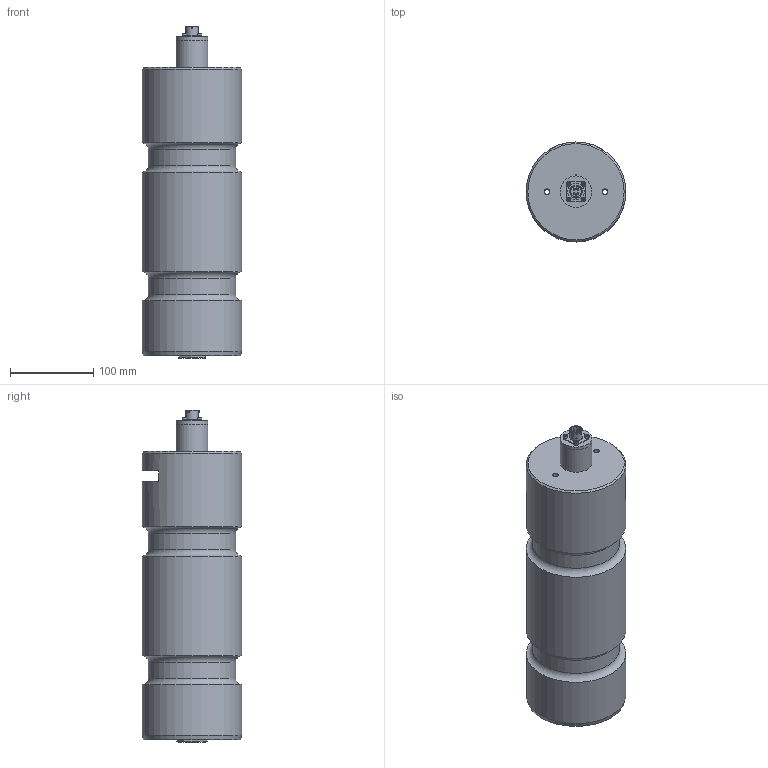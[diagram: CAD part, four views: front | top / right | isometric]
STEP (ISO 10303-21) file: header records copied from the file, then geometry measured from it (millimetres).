
FILE_DESCRIPTION (( 'STEP AP203' ), '1' );
FILE_NAME ('422-221-000-013.STEP', '2014-10-20T05:54:27', ( 'ajoy' ), ( 'Microsoft' ), 'SwSTEP 2.0', 'SolidWorks 2014', '' );
FILE_SCHEMA (( 'CONFIG_CONTROL_DESIGN' ));
Length unit declared in the file: millimetre
Products named in the file (1): 422-221-000-013
Bounding box: 120 x 120 x 399.9 mm (x, y, z)
Surface area: 166569 mm2 (no closed solid volume)
Topology: 0 solids, 13 shells, 122 faces, 437 edges, 323 vertices
Faces by surface type: plane 63, cylinder 36, cone 9, torus 8, sphere 6
Full cylindrical faces by diameter (mm): 1 x6, 2 x3, 2.1 x2, 5.5 x4, 6.8 x4, 15 x1, 38 x2, 105 x2, 120 x3
Entity records: 4586 total; most frequent: CARTESIAN_POINT 1281, DIRECTION 629, ORIENTED_EDGE 533, EDGE_CURVE 350, VERTEX_POINT 293, AXIS2_PLACEMENT_3D 218, EDGE_LOOP 201, LINE 193
